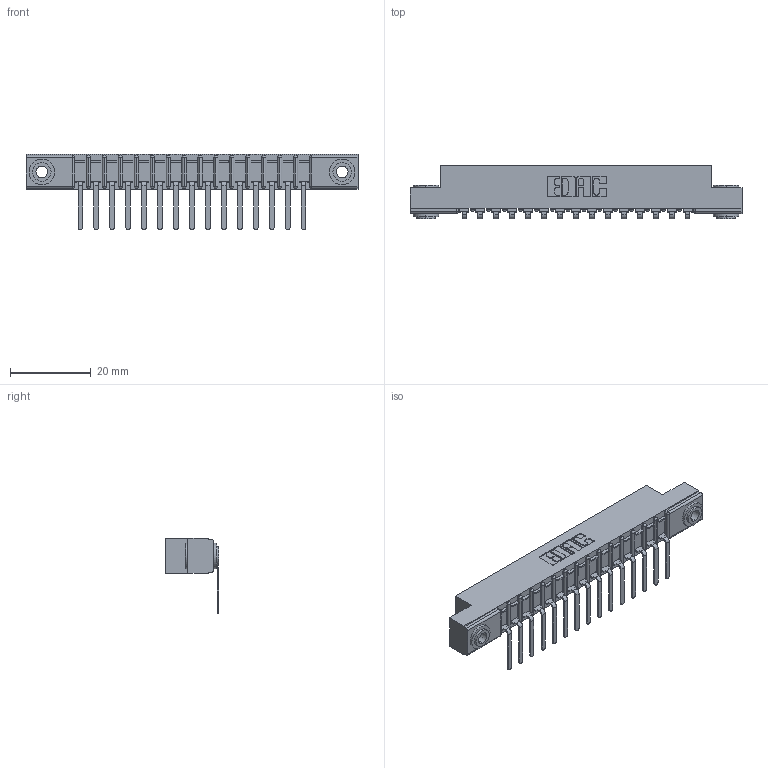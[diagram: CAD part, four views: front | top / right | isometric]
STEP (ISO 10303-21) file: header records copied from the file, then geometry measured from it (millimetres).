
FILE_DESCRIPTION (( 'STEP AP203' ), '1' );
FILE_NAME ('357-015-557-103.STEP', '2018-08-08T01:34:16', ( '' ), ( '' ), 'SwSTEP 2.0', 'SolidWorks 2016', '' );
FILE_SCHEMA (( 'CONFIG_CONTROL_DESIGN' ));
Length unit declared in the file: inch
Products named in the file (4): 307 Part_.156 Dia Mounting Holes; 307-290-002_557; 345-250-002_345-250-002-102; 357-015-557-103
Assembly tree (18 placements, depth 2):
  357-015-557-103
    307 Part_.156 Dia Mounting Holes
    307-290-002_557  x15
    345-250-002_345-250-002-102  x2
Bounding box: 82.45 x 13.36 x 18.67 mm (x, y, z)
Volume: 5481.2 mm3; surface area: 10071.5 mm2
Topology: 18 solids, 18 shells, 1356 faces, 4095 edges, 2682 vertices
Faces by surface type: plane 799, cylinder 517, sphere 32, cone 8
Entity records: 18107 total; most frequent: CARTESIAN_POINT 3029, ORIENTED_EDGE 3010, DIRECTION 2971, EDGE_CURVE 1505, VECTOR 1131, LINE 1131, VERTEX_POINT 978, AXIS2_PLACEMENT_3D 920
